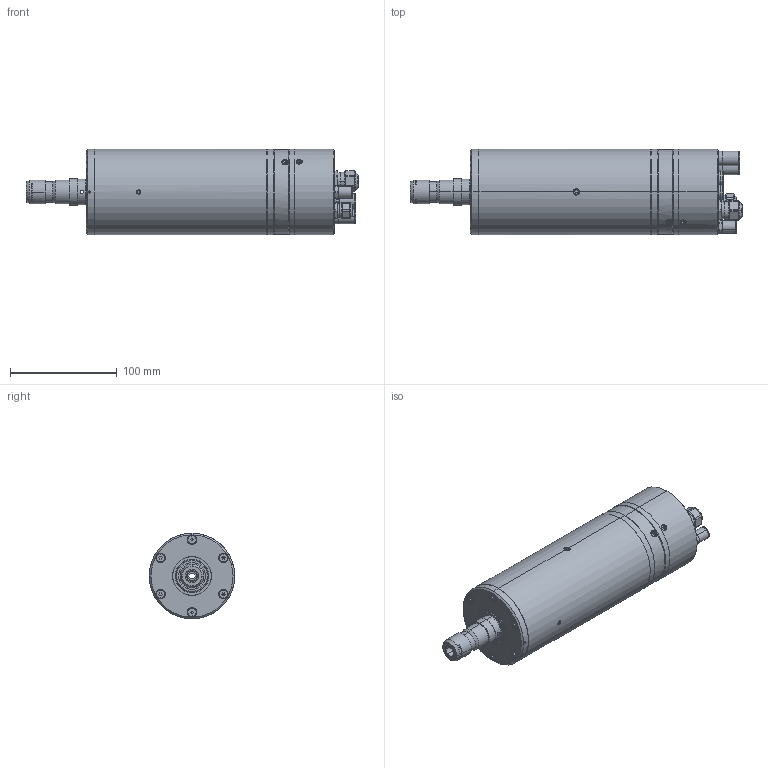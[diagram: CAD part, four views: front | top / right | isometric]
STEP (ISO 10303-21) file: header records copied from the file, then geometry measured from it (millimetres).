
FILE_DESCRIPTION (( 'STEP AP203' ), '1' );
FILE_NAME ('080M40KV-00A.STEP', '2015-02-20T14:56:09', ( '' ), ( '' ), 'SwSTEP 2.0', 'SolidWorks 2014', '' );
FILE_SCHEMA (( 'CONFIG_CONTROL_DESIGN' ));
Length unit declared in the file: millimetre
Products named in the file (1): 080M40KV-00A
Bounding box: 310.4 x 80 x 80 mm (x, y, z)
Surface area: 95447.1 mm2 (no closed solid volume)
Topology: 0 solids, 52 shells, 483 faces, 1514 edges, 1045 vertices
Faces by surface type: plane 208, cylinder 163, cone 78, torus 34
Entity records: 17690 total; most frequent: CARTESIAN_POINT 3957, DIRECTION 3099, ORIENTED_EDGE 2389, EDGE_CURVE 1498, AXIS2_PLACEMENT_3D 1193, VERTEX_POINT 1045, VECTOR 713, LINE 713
